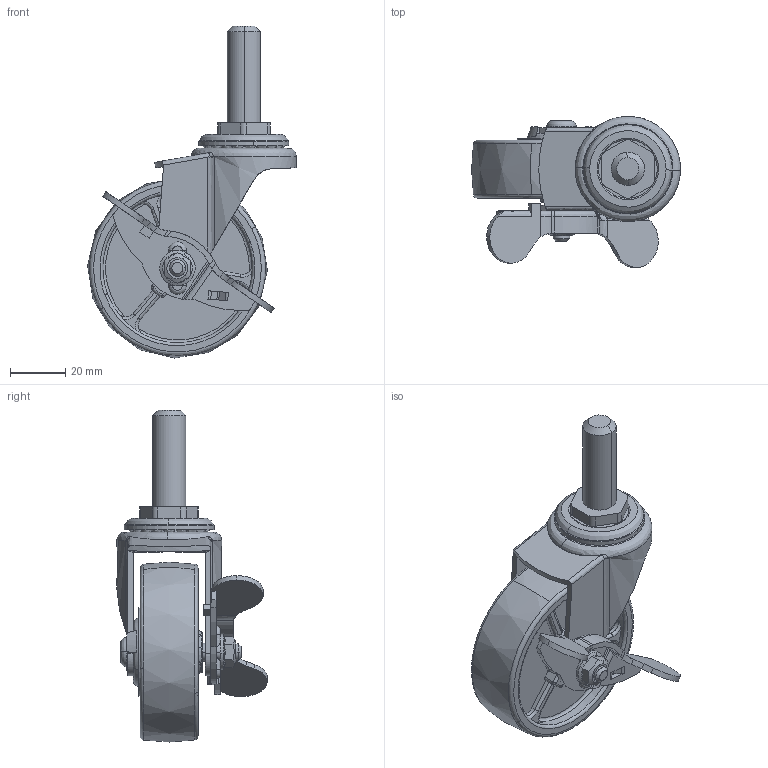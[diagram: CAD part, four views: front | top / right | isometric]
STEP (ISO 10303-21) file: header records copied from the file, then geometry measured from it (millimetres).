
FILE_DESCRIPTION((''),'2;1');
FILE_NAME('','2008-05-07T09:26:50',(''),(''),'','CADfix','');
FILE_SCHEMA(('AUTOMOTIVE_DESIGN { 1 0 10303 214 1 1 1 1 }'));
Bounding box: 75.49 x 54.44 x 119.99 mm (x, y, z)
Volume: 73271.5 mm3; surface area: 34843.6 mm2
Topology: 6 solids, 6 shells, 493 faces, 1484 edges, 1024 vertices
Faces by surface type: bspline 493
Entity records: 37525 total; most frequent: CARTESIAN_POINT 29181, ORIENTED_EDGE 2964, EDGE_CURVE 1482, VERTEX_POINT 1024, EDGE_LOOP 616, FACE_OUTER_BOUND 493, ADVANCED_FACE 493, QUASI_UNIFORM_CURVE 483
